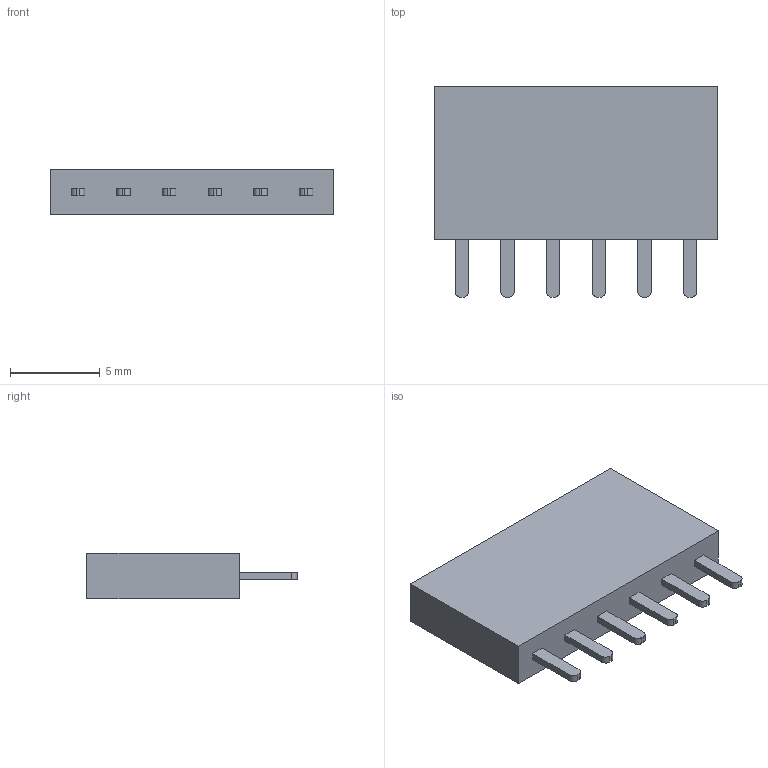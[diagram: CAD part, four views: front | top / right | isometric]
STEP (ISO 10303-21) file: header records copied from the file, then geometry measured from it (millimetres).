
FILE_DESCRIPTION (( 'STEP AP214' ), '1' );
FILE_NAME ('9021FE3B-0007-4C65-BBE1-FFF29EA32976.STEP', '2022-10-14T12:04:41', ( '' ), ( '' ), 'SwSTEP 2.0', 'SolidWorks 2022', '' );
FILE_SCHEMA (( 'AUTOMOTIVE_DESIGN' ));
Length unit declared in the file: millimetre
Products named in the file (1): 9021FE3B-0007-4C65-BBE1-FFF29EA32976
Bounding box: 15.74 x 11.7 x 2.54 mm (x, y, z)
Volume: 324.7 mm3; surface area: 551.8 mm2
Topology: 1 solids, 1 shells, 102 faces, 240 edges, 152 vertices
Faces by surface type: plane 90, cylinder 12
Entity records: 4012 total; most frequent: CARTESIAN_POINT 495, ORIENTED_EDGE 480, DIRECTION 470, EDGE_CURVE 240, LINE 216, VECTOR 216, VERTEX_POINT 152, AXIS2_PLACEMENT_3D 127
